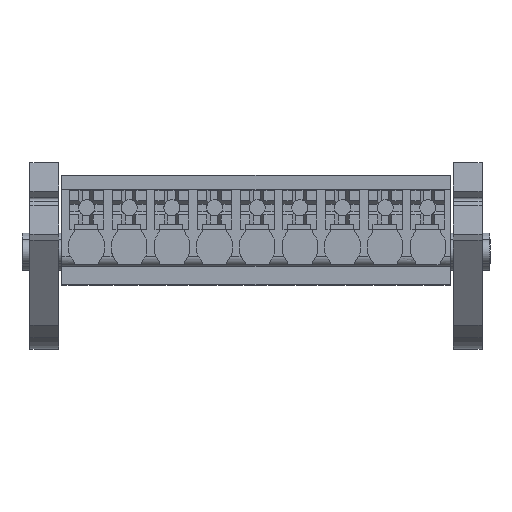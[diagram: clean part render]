
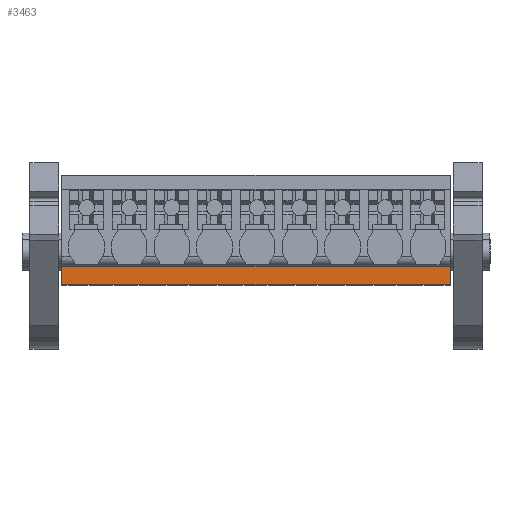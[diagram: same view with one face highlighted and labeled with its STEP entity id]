
A CAD part, top view. The second image highlights one B-rep face of the part: STEP entity #3463.
In plain terms, the highlighted planar face has unit normal (0, 0, 1).
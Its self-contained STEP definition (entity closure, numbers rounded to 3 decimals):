
#3443=AXIS2_PLACEMENT_3D('Plane Axis2P3D',#3440,#3441,#3442) ;
#105=CARTESIAN_POINT('Vertex',(3.25,5.297,20.4)) ;
#108=CARTESIAN_POINT('Line Origine',(3.25,6.06,20.4)) ;
#112=CARTESIAN_POINT('Vertex',(3.25,6.822,20.4)) ;
#3075=CARTESIAN_POINT('Vertex',(35.15,5.297,20.4)) ;
#3078=CARTESIAN_POINT('Line Origine',(19.2,5.297,20.4)) ;
#3440=CARTESIAN_POINT('Axis2P3D Location',(20.93,6.822,20.4)) ;
#3445=CARTESIAN_POINT('Line Origine',(35.15,6.059,20.4)) ;
#3449=CARTESIAN_POINT('Vertex',(35.15,6.822,20.4)) ;
#3452=CARTESIAN_POINT('Line Origine',(19.2,6.822,20.4)) ;
#109=DIRECTION('Vector Direction',(0.,1.,0.)) ;
#3079=DIRECTION('Vector Direction',(1.,0.,0.)) ;
#3441=DIRECTION('Axis2P3D Direction',(-0.,0.,1.)) ;
#3442=DIRECTION('Axis2P3D XDirection',(0.,-1.,0.)) ;
#3446=DIRECTION('Vector Direction',(0.,-1.,0.)) ;
#3453=DIRECTION('Vector Direction',(-1.,0.,0.)) ;
#110=VECTOR('Line Direction',#109,1.) ;
#3080=VECTOR('Line Direction',#3079,1.) ;
#3447=VECTOR('Line Direction',#3446,1.) ;
#3454=VECTOR('Line Direction',#3453,1.) ;
#3458=ORIENTED_EDGE('',*,*,#3082,.T.) ;
#3459=ORIENTED_EDGE('',*,*,#3451,.F.) ;
#3460=ORIENTED_EDGE('',*,*,#3456,.T.) ;
#3461=ORIENTED_EDGE('',*,*,#114,.T.) ;
#3463=ADVANCED_FACE('HOUSING',(#3462),#3444,.T.) ;
#114=EDGE_CURVE('',#113,#106,#111,.F.) ;
#3082=EDGE_CURVE('',#106,#3076,#3081,.T.) ;
#3451=EDGE_CURVE('',#3450,#3076,#3448,.T.) ;
#3456=EDGE_CURVE('',#3450,#113,#3455,.T.) ;
#3457=EDGE_LOOP('',(#3458,#3459,#3460,#3461)) ;
#3462=FACE_OUTER_BOUND('',#3457,.T.) ;
#111=LINE('Line',#108,#110) ;
#3081=LINE('Line',#3078,#3080) ;
#3448=LINE('Line',#3445,#3447) ;
#3455=LINE('Line',#3452,#3454) ;
#3444=PLANE('',#3443) ;
#106=VERTEX_POINT('',#105) ;
#113=VERTEX_POINT('',#112) ;
#3076=VERTEX_POINT('',#3075) ;
#3450=VERTEX_POINT('',#3449) ;
